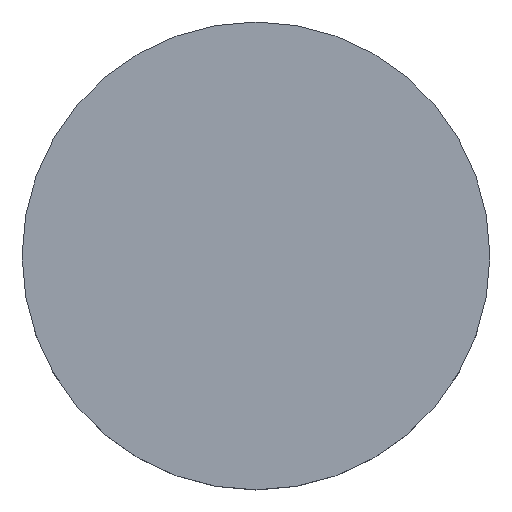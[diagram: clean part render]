
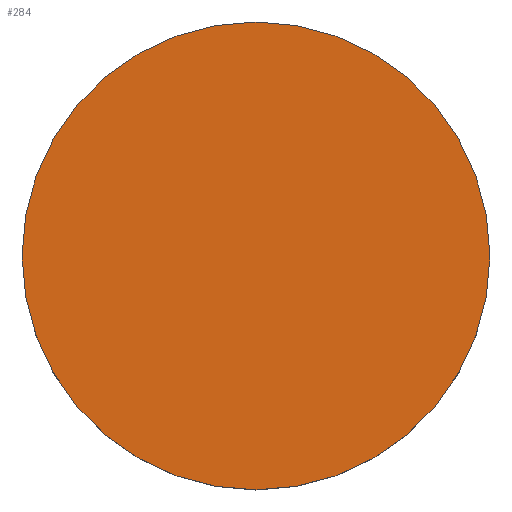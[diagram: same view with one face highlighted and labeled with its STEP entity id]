
A CAD part, top view. The second image highlights one B-rep face of the part: STEP entity #284.
In plain terms, the highlighted planar face has unit normal (0, 0, 1).
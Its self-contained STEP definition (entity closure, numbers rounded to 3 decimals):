
#3 = DIRECTION ( 'NONE',  ( 1., 0., 0. ) ) ;
#6 = DIRECTION ( 'NONE',  ( 0., 0., 1. ) ) ;
#39 = PLANE ( 'NONE',  #494 ) ;
#49 = CARTESIAN_POINT ( 'NONE',  ( 0., 0., 0.8 ) ) ;
#53 = CIRCLE ( 'NONE', #363, 2.375 ) ;
#103 = CARTESIAN_POINT ( 'NONE',  ( -2.375, 0., 0.8 ) ) ;
#108 = EDGE_CURVE ( 'NONE', #328, #493, #421, .T. ) ;
#127 = DIRECTION ( 'NONE',  ( 0., 0., 1. ) ) ;
#131 = AXIS2_PLACEMENT_3D ( 'NONE', #262, #6, #387 ) ;
#145 = EDGE_CURVE ( 'NONE', #493, #328, #53, .T. ) ;
#173 = DIRECTION ( 'NONE',  ( 0., 0., 1. ) ) ;
#210 = CARTESIAN_POINT ( 'NONE',  ( 0., 0., 0.8 ) ) ;
#252 = CARTESIAN_POINT ( 'NONE',  ( 2.375, 0., 0.8 ) ) ;
#262 = CARTESIAN_POINT ( 'NONE',  ( 0., 0., 0.8 ) ) ;
#269 = EDGE_LOOP ( 'NONE', ( #459, #323 ) ) ;
#284 = ADVANCED_FACE ( 'NONE', ( #339 ), #39, .T. ) ;
#323 = ORIENTED_EDGE ( 'NONE', *, *, #108, .T. ) ;
#328 = VERTEX_POINT ( 'NONE', #252 ) ;
#339 = FACE_OUTER_BOUND ( 'NONE', #269, .T. ) ;
#363 = AXIS2_PLACEMENT_3D ( 'NONE', #49, #173, #3 ) ;
#387 = DIRECTION ( 'NONE',  ( 1., 0., 0. ) ) ;
#421 = CIRCLE ( 'NONE', #131, 2.375 ) ;
#459 = ORIENTED_EDGE ( 'NONE', *, *, #145, .T. ) ;
#493 = VERTEX_POINT ( 'NONE', #103 ) ;
#494 = AXIS2_PLACEMENT_3D ( 'NONE', #210, #127, #510 ) ;
#510 = DIRECTION ( 'NONE',  ( 1., 0., 0. ) ) ;
